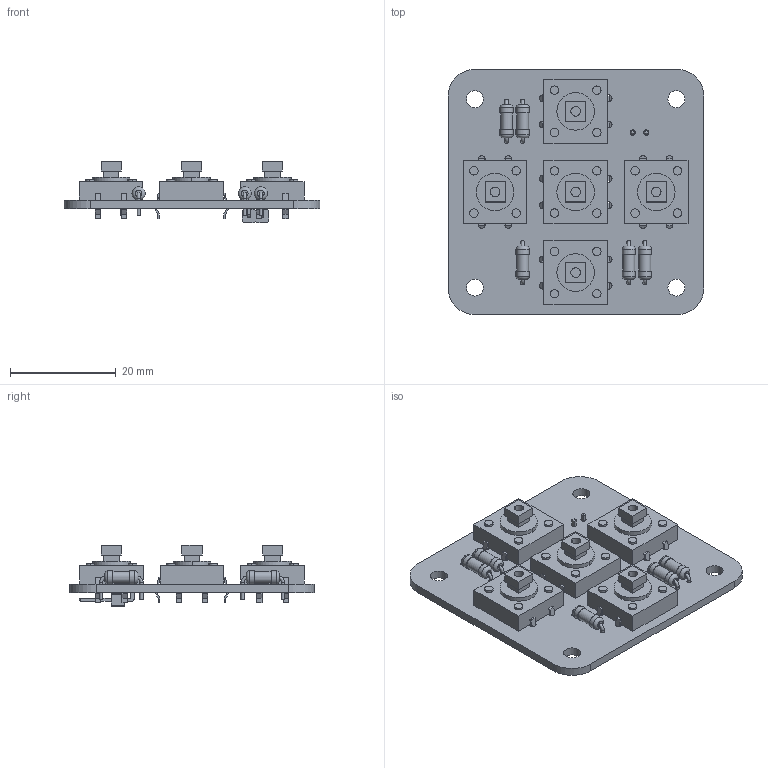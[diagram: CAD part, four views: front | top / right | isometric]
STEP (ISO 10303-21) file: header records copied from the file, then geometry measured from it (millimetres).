
FILE_DESCRIPTION(('KiCad electronic assembly'),'2;1');
FILE_NAME('TecladoEB.step','2018-08-14T18:39:41',('An Author'),( 'A Company'),'Open CASCADE STEP processor 6.9', 'KiCad to STEP converter','Unknown');
FILE_SCHEMA(('AUTOMOTIVE_DESIGN { 1 0 10303 214 1 1 1 1 }'));
Length unit declared in the file: millimetre
Products named in the file (9): Open CASCADE STEP translator 6.9 1; EB-B3F-4055; SOLID; R_Axial_DIN0207_L6.3mm_D2.5mm_P7.62mm_Horizontal; PinHeader_1x02_P2.54mm_Horizontal; COMPOUND
Assembly tree (16 placements, depth 3):
  Open CASCADE STEP translator 6.9 1
    EB-B3F-4055  x5
      SOLID
      SOLID
    R_Axial_DIN0207_L6.3mm_D2.5mm_P7.62mm_Horizontal  x5
      SOLID
    PinHeader_1x02_P2.54mm_Horizontal
      SOLID
    COMPOUND
Bounding box: 48.39 x 46.31 x 11.54 mm (x, y, z)
Volume: 6351.9 mm3; surface area: 8948.6 mm2
Topology: 17 solids, 17 shells, 632 faces, 1476 edges, 972 vertices
Faces by surface type: plane 445, cylinder 167, torus 20
Full cylindrical faces by diameter (mm): 0.6 x10, 0.8 x10, 1 x2, 1.25 x20, 1.85 x10, 2.25 x5, 2.5 x10, 3.2 x4
Entity records: 16432 total; most frequent: CARTESIAN_POINT 3629, DIRECTION 2220, LINE 1320, VECTOR 1320, ORIENTED_EDGE 1088, PCURVE 1088, DEFINITIONAL_REPRESENTATION 1088, EDGE_CURVE 544
